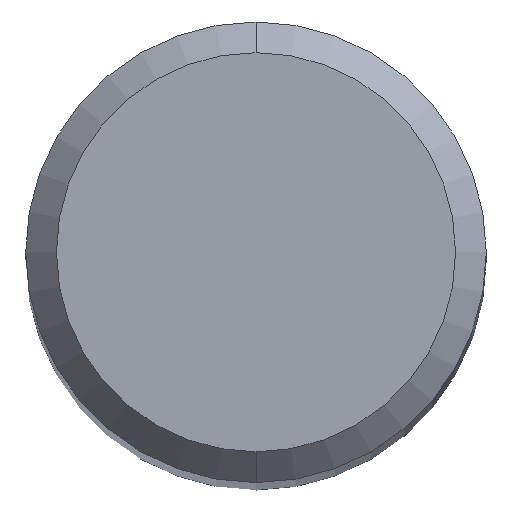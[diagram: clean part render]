
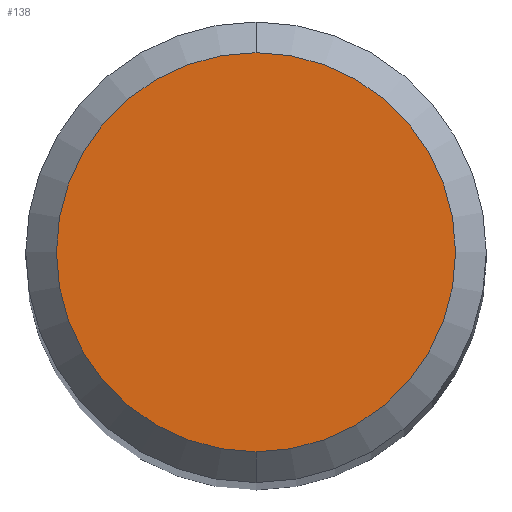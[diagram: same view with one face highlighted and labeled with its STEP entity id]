
A CAD part, top view. The second image highlights one B-rep face of the part: STEP entity #138.
In plain terms, the highlighted planar face has unit normal (0, 0, 1).
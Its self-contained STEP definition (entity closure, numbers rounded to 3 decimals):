
#110=EDGE_CURVE('',#172,#198,#252,.T.);
#138=ADVANCED_FACE('',(#282),#283,.T.);
#172=VERTEX_POINT('',#320);
#186=EDGE_CURVE('',#198,#172,#336,.T.);
#198=VERTEX_POINT('',#348);
#252=CIRCLE('',#400,2.6);
#282=FACE_OUTER_BOUND('',#438,.T.);
#283=PLANE('',#439);
#320=CARTESIAN_POINT('',(0.,-2.6,0.0));
#336=CIRCLE('',#510,2.6);
#348=CARTESIAN_POINT('',(0.0,2.6,0.0));
#400=AXIS2_PLACEMENT_3D('',#583,#584,#585);
#438=EDGE_LOOP('',(#619,#620));
#439=AXIS2_PLACEMENT_3D('',#621,#622,#623);
#510=AXIS2_PLACEMENT_3D('',#686,#687,#688);
#583=CARTESIAN_POINT('',(0.0,0.0,0.0));
#584=DIRECTION('',(0.0,0.0,-1.0));
#585=DIRECTION('',(0.0,1.0,0.0));
#619=ORIENTED_EDGE('',*,*,#186,.F.);
#620=ORIENTED_EDGE('',*,*,#110,.F.);
#621=CARTESIAN_POINT('',(0.0,1.3,0.0));
#622=DIRECTION('',(-0.0,0.0,1.0));
#623=DIRECTION('',(0.0,-1.0,0.0));
#686=CARTESIAN_POINT('',(0.0,0.0,0.0));
#687=DIRECTION('',(0.0,0.0,-1.0));
#688=DIRECTION('',(0.0,1.0,0.0));
